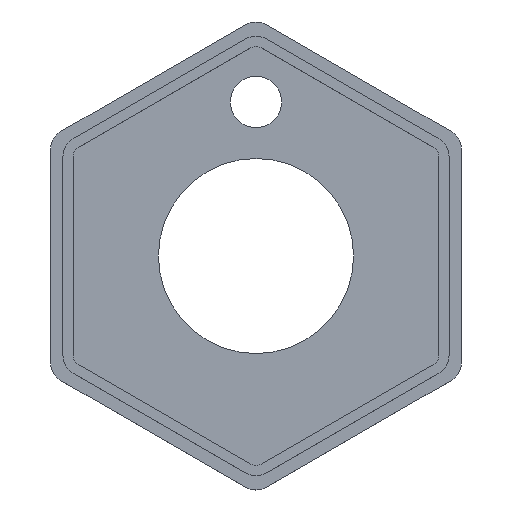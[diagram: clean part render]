
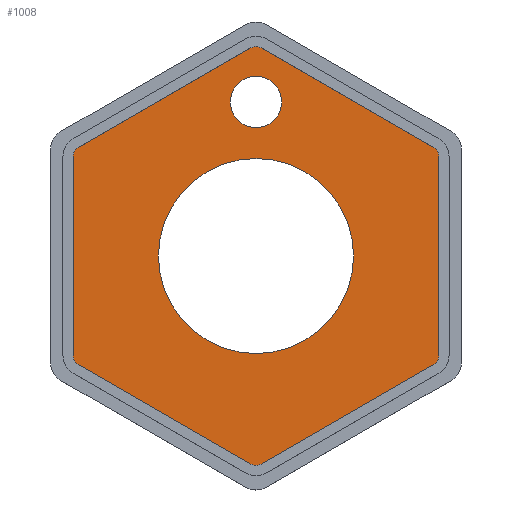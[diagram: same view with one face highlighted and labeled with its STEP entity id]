
A CAD part, top view. The second image highlights one B-rep face of the part: STEP entity #1008.
In plain terms, the highlighted planar face has unit normal (0, 0, 1).
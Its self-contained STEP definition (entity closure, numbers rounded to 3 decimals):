
#17=FACE_BOUND('',#123,.T.);
#18=FACE_BOUND('',#124,.T.);
#30=PLANE('',#1094);
#67=FACE_OUTER_BOUND('',#122,.T.);
#122=EDGE_LOOP('',(#724,#725,#726,#727,#728,#729,#730,#731,#732,#733,#734,
#735));
#123=EDGE_LOOP('',(#736));
#124=EDGE_LOOP('',(#737));
#174=LINE('',#1505,#272);
#178=LINE('',#1517,#276);
#182=LINE('',#1529,#280);
#186=LINE('',#1541,#284);
#191=LINE('',#1554,#289);
#195=LINE('',#1566,#293);
#272=VECTOR('',#1191,10.);
#276=VECTOR('',#1203,10.);
#280=VECTOR('',#1215,10.);
#284=VECTOR('',#1227,10.);
#289=VECTOR('',#1240,10.);
#293=VECTOR('',#1252,10.);
#367=CIRCLE('',#1066,19.);
#369=CIRCLE('',#1069,5.);
#371=CIRCLE('',#1073,2.);
#373=CIRCLE('',#1077,2.);
#375=CIRCLE('',#1081,2.);
#377=CIRCLE('',#1085,2.);
#379=CIRCLE('',#1089,2.);
#381=CIRCLE('',#1093,2.);
#419=VERTEX_POINT('',#1489);
#421=VERTEX_POINT('',#1495);
#424=VERTEX_POINT('',#1502);
#425=VERTEX_POINT('',#1504);
#427=VERTEX_POINT('',#1510);
#429=VERTEX_POINT('',#1516);
#431=VERTEX_POINT('',#1522);
#433=VERTEX_POINT('',#1528);
#435=VERTEX_POINT('',#1534);
#437=VERTEX_POINT('',#1540);
#439=VERTEX_POINT('',#1546);
#441=VERTEX_POINT('',#1552);
#443=VERTEX_POINT('',#1558);
#445=VERTEX_POINT('',#1564);
#520=EDGE_CURVE('',#419,#419,#367,.T.);
#523=EDGE_CURVE('',#421,#421,#369,.T.);
#526=EDGE_CURVE('',#424,#425,#174,.T.);
#529=EDGE_CURVE('',#425,#427,#371,.T.);
#532=EDGE_CURVE('',#427,#429,#178,.T.);
#535=EDGE_CURVE('',#429,#431,#373,.T.);
#538=EDGE_CURVE('',#431,#433,#182,.T.);
#541=EDGE_CURVE('',#433,#435,#375,.T.);
#544=EDGE_CURVE('',#435,#437,#186,.T.);
#548=EDGE_CURVE('',#439,#424,#377,.T.);
#551=EDGE_CURVE('',#441,#439,#191,.T.);
#554=EDGE_CURVE('',#443,#441,#379,.T.);
#557=EDGE_CURVE('',#445,#443,#195,.T.);
#559=EDGE_CURVE('',#437,#445,#381,.T.);
#724=ORIENTED_EDGE('',*,*,#559,.F.);
#725=ORIENTED_EDGE('',*,*,#544,.F.);
#726=ORIENTED_EDGE('',*,*,#541,.F.);
#727=ORIENTED_EDGE('',*,*,#538,.F.);
#728=ORIENTED_EDGE('',*,*,#535,.F.);
#729=ORIENTED_EDGE('',*,*,#532,.F.);
#730=ORIENTED_EDGE('',*,*,#529,.F.);
#731=ORIENTED_EDGE('',*,*,#526,.F.);
#732=ORIENTED_EDGE('',*,*,#548,.F.);
#733=ORIENTED_EDGE('',*,*,#551,.F.);
#734=ORIENTED_EDGE('',*,*,#554,.F.);
#735=ORIENTED_EDGE('',*,*,#557,.F.);
#736=ORIENTED_EDGE('',*,*,#520,.T.);
#737=ORIENTED_EDGE('',*,*,#523,.T.);
#1008=ADVANCED_FACE('',(#67,#17,#18),#30,.T.);
#1066=AXIS2_PLACEMENT_3D('',#1491,#1178,#1179);
#1069=AXIS2_PLACEMENT_3D('',#1497,#1185,#1186);
#1073=AXIS2_PLACEMENT_3D('',#1511,#1197,#1198);
#1077=AXIS2_PLACEMENT_3D('',#1523,#1209,#1210);
#1081=AXIS2_PLACEMENT_3D('',#1535,#1221,#1222);
#1085=AXIS2_PLACEMENT_3D('',#1548,#1234,#1235);
#1089=AXIS2_PLACEMENT_3D('',#1560,#1246,#1247);
#1093=AXIS2_PLACEMENT_3D('',#1569,#1257,#1258);
#1094=AXIS2_PLACEMENT_3D('',#1570,#1259,#1260);
#1178=DIRECTION('center_axis',(0.,0.,-1.));
#1179=DIRECTION('ref_axis',(1.,0.,0.));
#1185=DIRECTION('center_axis',(0.,0.,-1.));
#1186=DIRECTION('ref_axis',(1.,0.,0.));
#1191=DIRECTION('',(0.866,-0.5,0.));
#1197=DIRECTION('center_axis',(0.,0.,-1.));
#1198=DIRECTION('ref_axis',(0.866,0.5,0.));
#1203=DIRECTION('',(0.,-1.,0.));
#1209=DIRECTION('center_axis',(0.,0.,-1.));
#1210=DIRECTION('ref_axis',(0.866,-0.5,0.));
#1215=DIRECTION('',(-0.866,-0.5,0.));
#1221=DIRECTION('center_axis',(0.,0.,-1.));
#1222=DIRECTION('ref_axis',(0.,-1.,0.));
#1227=DIRECTION('',(-0.866,0.5,0.));
#1234=DIRECTION('center_axis',(0.,0.,-1.));
#1235=DIRECTION('ref_axis',(0.,1.,0.));
#1240=DIRECTION('',(0.866,0.5,0.));
#1246=DIRECTION('center_axis',(0.,0.,-1.));
#1247=DIRECTION('ref_axis',(-0.866,0.5,0.));
#1252=DIRECTION('',(0.,1.,0.));
#1257=DIRECTION('center_axis',(0.,0.,-1.));
#1258=DIRECTION('ref_axis',(-0.866,-0.5,0.));
#1259=DIRECTION('center_axis',(0.,0.,1.));
#1260=DIRECTION('ref_axis',(-1.,0.,0.));
#1489=CARTESIAN_POINT('',(-19.,0.,2.));
#1491=CARTESIAN_POINT('Origin',(0.,0.,2.));
#1495=CARTESIAN_POINT('',(-5.,30.,2.));
#1497=CARTESIAN_POINT('Origin',(0.,30.,2.));
#1502=CARTESIAN_POINT('',(1.,40.53,2.));
#1504=CARTESIAN_POINT('',(34.6,21.131,2.));
#1505=CARTESIAN_POINT('',(27.2,25.403,2.));
#1510=CARTESIAN_POINT('',(35.6,19.399,2.));
#1511=CARTESIAN_POINT('Origin',(33.6,19.399,2.));
#1516=CARTESIAN_POINT('',(35.6,-19.399,2.));
#1517=CARTESIAN_POINT('',(35.6,-10.854,2.));
#1522=CARTESIAN_POINT('',(34.6,-21.131,2.));
#1523=CARTESIAN_POINT('Origin',(33.6,-19.399,2.));
#1528=CARTESIAN_POINT('',(1.,-40.53,2.));
#1529=CARTESIAN_POINT('',(8.4,-36.258,2.));
#1534=CARTESIAN_POINT('',(-1.,-40.53,2.));
#1535=CARTESIAN_POINT('Origin',(0.,-38.798,
2.));
#1540=CARTESIAN_POINT('',(-34.6,-21.131,2.));
#1541=CARTESIAN_POINT('',(-27.2,-25.403,2.));
#1546=CARTESIAN_POINT('',(-1.,40.53,2.));
#1548=CARTESIAN_POINT('Origin',(0.,38.798,2.));
#1552=CARTESIAN_POINT('',(-34.6,21.131,2.));
#1554=CARTESIAN_POINT('',(-8.4,36.258,2.));
#1558=CARTESIAN_POINT('',(-35.6,19.399,2.));
#1560=CARTESIAN_POINT('Origin',(-33.6,19.399,2.));
#1564=CARTESIAN_POINT('',(-35.6,-19.399,2.));
#1566=CARTESIAN_POINT('',(-35.6,10.854,2.));
#1569=CARTESIAN_POINT('Origin',(-33.6,-19.399,2.));
#1570=CARTESIAN_POINT('Origin',(0.,0.,2.));
